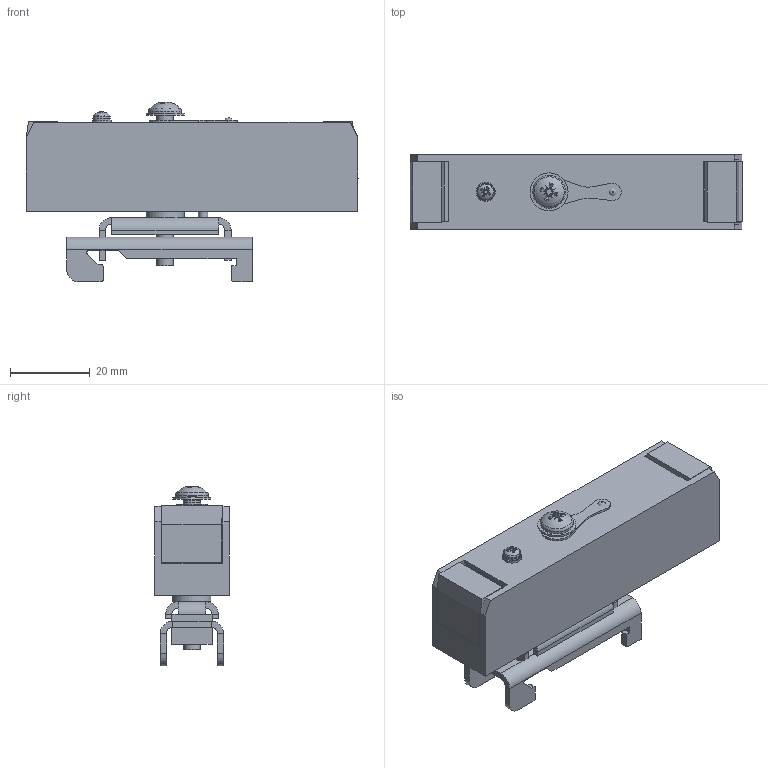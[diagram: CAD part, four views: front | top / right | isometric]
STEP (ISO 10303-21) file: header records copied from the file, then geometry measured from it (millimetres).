
FILE_DESCRIPTION((''),'2;1');
FILE_NAME('1840.stp','2015-01-19T14:31:21',('thomast'),(''),'Autodesk Inventor 2012','Autodesk Inventor 2012','');
FILE_SCHEMA(('AUTOMOTIVE_DESIGN { 1 0 10303 214 1 1 1 1 }'));
Length unit declared in the file: inch
Products named in the file (1): 1840_Shrinkwrap_1
Bounding box: 83.01 x 18.67 x 44.95 mm (x, y, z)
Surface area: 23666.7 mm2 (no closed solid volume)
Topology: 0 solids, 14 shells, 430 faces, 1148 edges, 702 vertices
Faces by surface type: plane 332, cylinder 52, cone 29, torus 14, sphere 2, bspline 1
Full cylindrical faces by diameter (mm): 2.032 x1, 2.184 x1, 2.362 x1, 3.429 x1, 4.166 x1, 4.242 x1, 4.775 x1, 6.401 x1, 6.604 x1, 8.179 x1, 9.5 x1, 9.525 x1
Entity records: 13966 total; most frequent: CARTESIAN_POINT 3055, ORIENTED_EDGE 2248, DIRECTION 2081, EDGE_CURVE 1124, VECTOR 843, LINE 843, VERTEX_POINT 700, AXIS2_PLACEMENT_3D 619
